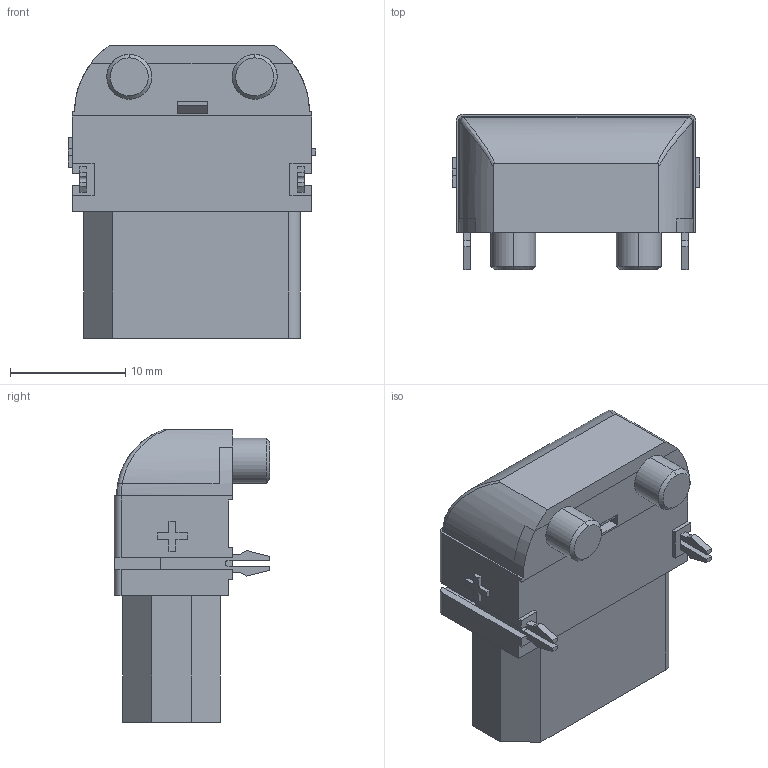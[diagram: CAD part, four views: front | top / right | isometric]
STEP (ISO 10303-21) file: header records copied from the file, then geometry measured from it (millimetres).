
FILE_DESCRIPTION (( 'STEP AP214' ), '1' );
FILE_NAME ('XT90PW-F.STEP', '2022-04-24T02:18:30', ( '' ), ( '' ), 'SwSTEP 2.0', 'SolidWorks 2017', '' );
FILE_SCHEMA (( 'AUTOMOTIVE_DESIGN' ));
Length unit declared in the file: millimetre
Products named in the file (1): XT90PW-F
Bounding box: 21.5 x 13.5 x 25.4 mm (x, y, z)
Volume: 4238.8 mm3; surface area: 3459.2 mm2
Topology: 6 solids, 6 shells, 157 faces, 417 edges, 274 vertices
Faces by surface type: plane 105, cylinder 32, torus 12, bspline 4, cone 4
Entity records: 5298 total; most frequent: CARTESIAN_POINT 1267, ORIENTED_EDGE 834, DIRECTION 793, EDGE_CURVE 417, LINE 305, VECTOR 305, VERTEX_POINT 274, AXIS2_PLACEMENT_3D 244
